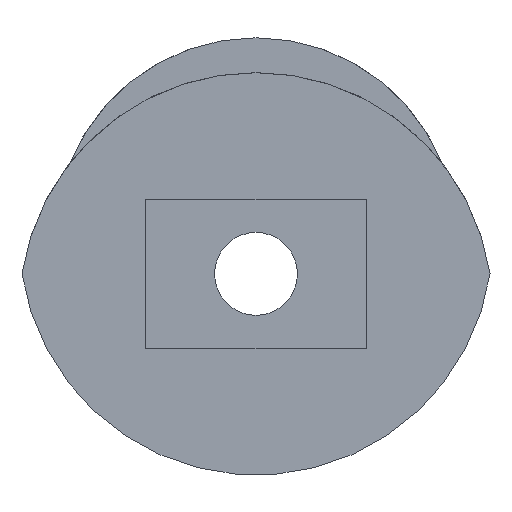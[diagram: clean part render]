
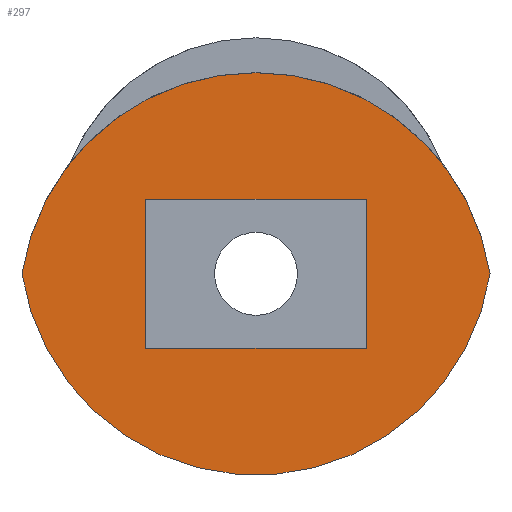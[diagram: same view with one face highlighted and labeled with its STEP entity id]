
A CAD part, front view. The second image highlights one B-rep face of the part: STEP entity #297.
In plain terms, the highlighted planar face has unit normal (0, -1, 0).
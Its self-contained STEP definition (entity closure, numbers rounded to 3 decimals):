
#12 = CIRCLE ( 'NONE', #173, 10. ) ;
#39 = VERTEX_POINT ( 'NONE', #96 ) ;
#44 = DIRECTION ( 'NONE',  ( 0., 0., -1. ) ) ;
#51 = DIRECTION ( 'NONE',  ( 0., 0., -1. ) ) ;
#69 = EDGE_CURVE ( 'NONE', #98, #668, #341, .T. ) ;
#95 = DIRECTION ( 'NONE',  ( 0., 0., 1. ) ) ;
#96 = CARTESIAN_POINT ( 'NONE',  ( 0., -9., 8.5 ) ) ;
#98 = VERTEX_POINT ( 'NONE', #347 ) ;
#99 = LINE ( 'NONE', #554, #223 ) ;
#107 = AXIS2_PLACEMENT_3D ( 'NONE', #562, #723, #44 ) ;
#111 = CARTESIAN_POINT ( 'NONE',  ( 9.887, -9., 0. ) ) ;
#112 = CARTESIAN_POINT ( 'NONE',  ( -4.65, -9., 3.15 ) ) ;
#124 = VERTEX_POINT ( 'NONE', #112 ) ;
#173 = AXIS2_PLACEMENT_3D ( 'NONE', #507, #611, #669 ) ;
#178 = ORIENTED_EDGE ( 'NONE', *, *, #564, .T. ) ;
#208 = CARTESIAN_POINT ( 'NONE',  ( -9.887, -9., 0. ) ) ;
#220 = DIRECTION ( 'NONE',  ( 0., -1., 0. ) ) ;
#223 = VECTOR ( 'NONE', #95, 1000. ) ;
#229 = PLANE ( 'NONE',  #253 ) ;
#252 = VECTOR ( 'NONE', #403, 1000. ) ;
#253 = AXIS2_PLACEMENT_3D ( 'NONE', #467, #220, #51 ) ;
#277 = VERTEX_POINT ( 'NONE', #111 ) ;
#297 = ADVANCED_FACE ( 'NONE', ( #348, #522 ), #229, .T. ) ;
#303 = DIRECTION ( 'NONE',  ( 0., 0., -1. ) ) ;
#309 = EDGE_CURVE ( 'NONE', #277, #39, #391, .T. ) ;
#321 = ORIENTED_EDGE ( 'NONE', *, *, #309, .T. ) ;
#341 = LINE ( 'NONE', #444, #252 ) ;
#347 = CARTESIAN_POINT ( 'NONE',  ( -4.65, -9., -3.15 ) ) ;
#348 = FACE_BOUND ( 'NONE', #714, .T. ) ;
#354 = ORIENTED_EDGE ( 'NONE', *, *, #579, .T. ) ;
#381 = CARTESIAN_POINT ( 'NONE',  ( -4.65, -9., 3.15 ) ) ;
#391 = CIRCLE ( 'NONE', #602, 10. ) ;
#403 = DIRECTION ( 'NONE',  ( 1., 0., 0. ) ) ;
#417 = VECTOR ( 'NONE', #610, 1000. ) ;
#423 = EDGE_CURVE ( 'NONE', #124, #98, #701, .T. ) ;
#444 = CARTESIAN_POINT ( 'NONE',  ( -4.65, -9., -3.15 ) ) ;
#465 = ORIENTED_EDGE ( 'NONE', *, *, #506, .F. ) ;
#467 = CARTESIAN_POINT ( 'NONE',  ( 0., -9., 0. ) ) ;
#481 = CARTESIAN_POINT ( 'NONE',  ( -4.65, -9., -3.15 ) ) ;
#503 = ORIENTED_EDGE ( 'NONE', *, *, #733, .F. ) ;
#506 = EDGE_CURVE ( 'NONE', #668, #588, #99, .T. ) ;
#507 = CARTESIAN_POINT ( 'NONE',  ( 0., -9., 1.5 ) ) ;
#517 = CARTESIAN_POINT ( 'NONE',  ( 0., -9., -1.5 ) ) ;
#522 = FACE_OUTER_BOUND ( 'NONE', #546, .T. ) ;
#536 = ORIENTED_EDGE ( 'NONE', *, *, #423, .F. ) ;
#543 = CIRCLE ( 'NONE', #107, 10. ) ;
#545 = VECTOR ( 'NONE', #303, 1000. ) ;
#546 = EDGE_LOOP ( 'NONE', ( #354, #321, #178 ) ) ;
#554 = CARTESIAN_POINT ( 'NONE',  ( 4.65, -9., -3.15 ) ) ;
#562 = CARTESIAN_POINT ( 'NONE',  ( 0., -9., -1.5 ) ) ;
#564 = EDGE_CURVE ( 'NONE', #39, #594, #543, .T. ) ;
#572 = CARTESIAN_POINT ( 'NONE',  ( 4.65, -9., -3.15 ) ) ;
#579 = EDGE_CURVE ( 'NONE', #594, #277, #12, .T. ) ;
#588 = VERTEX_POINT ( 'NONE', #720 ) ;
#594 = VERTEX_POINT ( 'NONE', #208 ) ;
#602 = AXIS2_PLACEMENT_3D ( 'NONE', #517, #735, #687 ) ;
#610 = DIRECTION ( 'NONE',  ( -1., 0., 0. ) ) ;
#611 = DIRECTION ( 'NONE',  ( 0., -1., 0. ) ) ;
#623 = LINE ( 'NONE', #381, #417 ) ;
#649 = ORIENTED_EDGE ( 'NONE', *, *, #69, .F. ) ;
#668 = VERTEX_POINT ( 'NONE', #572 ) ;
#669 = DIRECTION ( 'NONE',  ( 0., 0., -1. ) ) ;
#687 = DIRECTION ( 'NONE',  ( 0., 0., -1. ) ) ;
#701 = LINE ( 'NONE', #481, #545 ) ;
#714 = EDGE_LOOP ( 'NONE', ( #465, #649, #536, #503 ) ) ;
#720 = CARTESIAN_POINT ( 'NONE',  ( 4.65, -9., 3.15 ) ) ;
#723 = DIRECTION ( 'NONE',  ( 0., -1., 0. ) ) ;
#733 = EDGE_CURVE ( 'NONE', #588, #124, #623, .T. ) ;
#735 = DIRECTION ( 'NONE',  ( 0., -1., 0. ) ) ;
